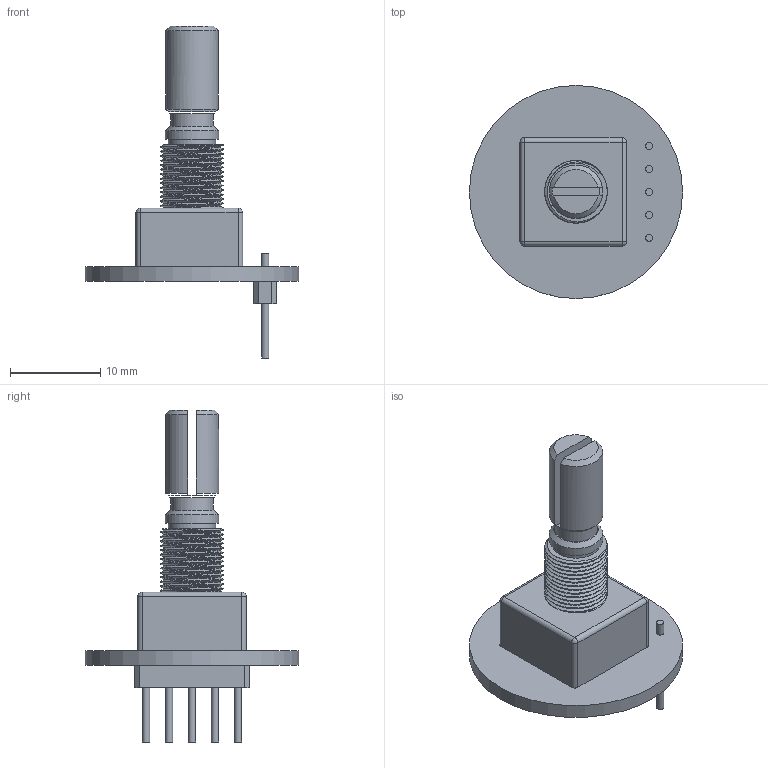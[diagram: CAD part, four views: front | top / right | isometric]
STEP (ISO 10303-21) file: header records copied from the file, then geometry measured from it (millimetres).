
FILE_DESCRIPTION(('FreeCAD Model'),'2;1');
FILE_NAME('ec11 v2.step','2021-01-23T21:21:05',('kicad StepUp' ),('ksu MCAD'),'Open CASCADE STEP processor 7.5','FreeCAD','Unknown' );
FILE_SCHEMA(('AUTOMOTIVE_DESIGN { 1 0 10303 214 1 1 1 1 }'));
Length unit declared in the file: millimetre
Products named in the file (1): ec11 v2
Bounding box: 23.6 x 23.6 x 36.75 mm (x, y, z)
Volume: 2173.1 mm3; surface area: 2154.6 mm2
Topology: 6 solids, 6 shells, 99 faces, 688 edges, 1915 vertices
Faces by surface type: cylinder 54, plane 35, cone 4, sphere 4, bspline 2
Full cylindrical faces by diameter (mm): 0.8 x10, 4.72 x1, 5.22 x1, 5.9 x1, 6.351 x4, 6.927 x8, 23.6 x1
Entity records: 12352 total; most frequent: CARTESIAN_POINT 7385, DIRECTION 844, GEOMETRIC_CURVE_SET 457, ORIENTED_EDGE 456, TRIMMED_CURVE 456, LINE 288, VECTOR 288, AXIS2_PLACEMENT_3D 278
